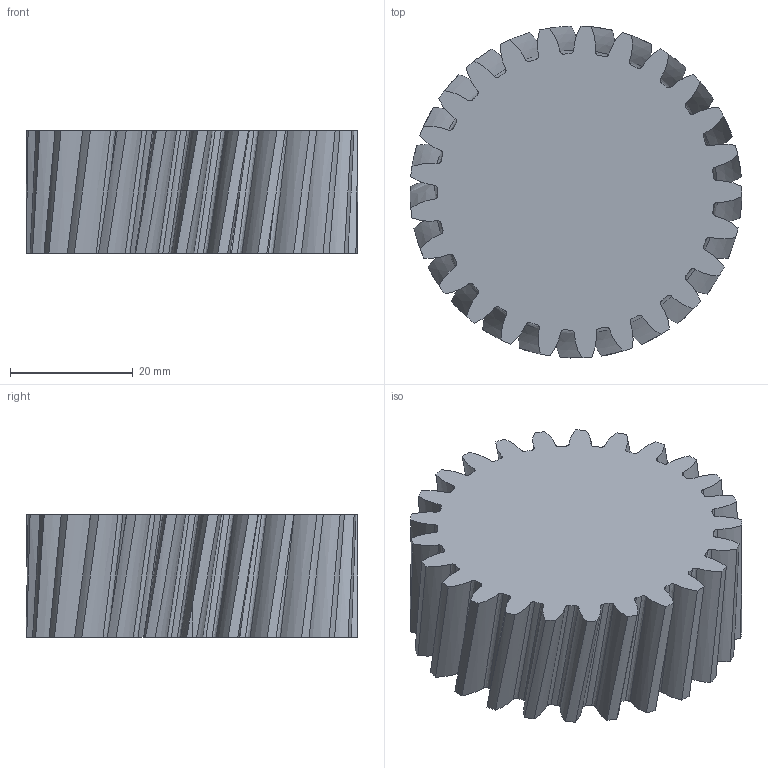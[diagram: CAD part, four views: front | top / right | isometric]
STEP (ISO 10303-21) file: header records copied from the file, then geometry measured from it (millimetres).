
FILE_DESCRIPTION (( 'STEP AP203' ), '1' );
FILE_NAME ('P5_Helical.STEP', '2025-05-08T02:57:53', ( '' ), ( '' ), 'SwSTEP 2.0', 'SolidWorks 2023', '' );
FILE_SCHEMA (( 'CONFIG_CONTROL_DESIGN' ));
Length unit declared in the file: millimetre
Products named in the file (1): P5_Helical
Bounding box: 54 x 53.97 x 20 mm (x, y, z)
Volume: 38684.2 mm3; surface area: 10294.9 mm2
Topology: 1 solids, 1 shells, 153 faces, 453 edges, 302 vertices
Faces by surface type: bspline 125, cylinder 26, plane 2
Entity records: 7661 total; most frequent: CARTESIAN_POINT 4512, ORIENTED_EDGE 906, EDGE_CURVE 453, B_SPLINE_CURVE_WITH_KNOTS 351, VERTEX_POINT 302, DIRECTION 261, EDGE_LOOP 153, FACE_OUTER_BOUND 153
